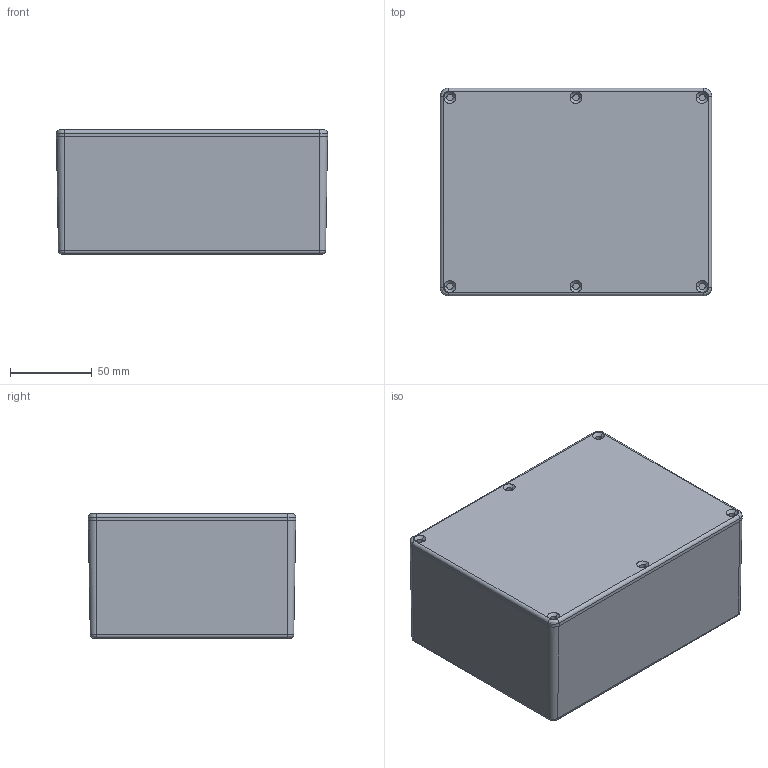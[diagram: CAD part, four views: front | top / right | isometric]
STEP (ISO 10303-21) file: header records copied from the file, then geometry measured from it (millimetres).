
FILE_DESCRIPTION (( 'STEP AP214' ), '1' );
FILE_NAME ('B033.STEP', '2017-01-20T02:47:29', ( '' ), ( '' ), 'SwSTEP 2.0', 'SolidWorks 2014', '' );
FILE_SCHEMA (( 'AUTOMOTIVE_DESIGN' ));
Length unit declared in the file: millimetre
Products named in the file (3): B033-COVER; B033-BASE; B033
Assembly tree (2 placements, depth 2):
  B033
    B033-BASE
    B033-COVER
Bounding box: 166 x 127 x 76.1 mm (x, y, z)
Volume: 190618 mm3; surface area: 172006.7 mm2
Topology: 2 solids, 2 shells, 435 faces, 1152 edges, 718 vertices
Faces by surface type: bspline 208, plane 129, cylinder 70, cone 20, torus 8
Entity records: 22190 total; most frequent: CARTESIAN_POINT 11230, ORIENTED_EDGE 2280, EDGE_CURVE 1140, DIRECTION 1084, VERTEX_POINT 718, LINE 504, VECTOR 504, EDGE_LOOP 456
